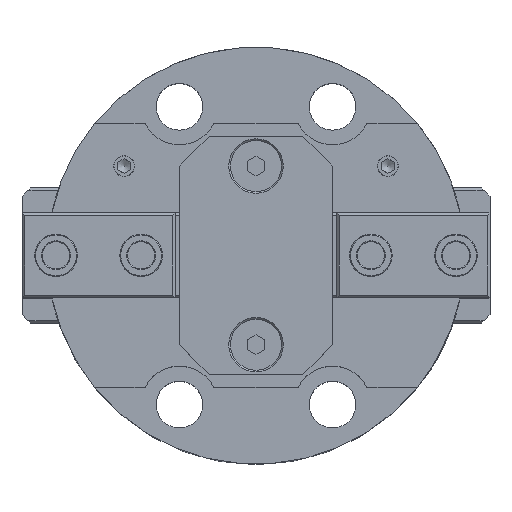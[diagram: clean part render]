
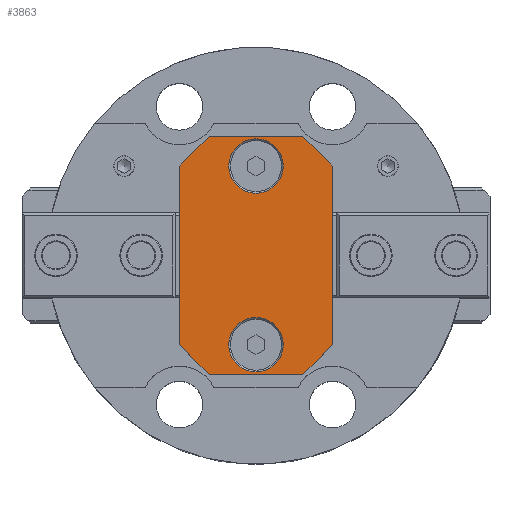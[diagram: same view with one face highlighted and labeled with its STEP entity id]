
A CAD part, top view. The second image highlights one B-rep face of the part: STEP entity #3863.
In plain terms, the highlighted planar face has unit normal (0, 0, 1).
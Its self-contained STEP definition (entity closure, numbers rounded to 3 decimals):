
#265=FACE_BOUND('',#791,.T.);
#266=FACE_BOUND('',#792,.T.);
#347=PLANE('',#4435);
#543=FACE_OUTER_BOUND('',#790,.T.);
#790=EDGE_LOOP('',(#3404,#3405,#3406,#3407,#3408,#3409,#3410,#3411));
#791=EDGE_LOOP('',(#3412,#3413));
#792=EDGE_LOOP('',(#3414,#3415));
#1030=LINE('',#6813,#1341);
#1036=LINE('',#6824,#1347);
#1043=LINE('',#6839,#1354);
#1046=LINE('',#6844,#1357);
#1047=LINE('',#6848,#1358);
#1050=LINE('',#6852,#1361);
#1051=LINE('',#6855,#1362);
#1053=LINE('',#6858,#1364);
#1341=VECTOR('',#5374,10.);
#1347=VECTOR('',#5382,10.);
#1354=VECTOR('',#5393,10.);
#1357=VECTOR('',#5398,10.);
#1358=VECTOR('',#5401,10.);
#1361=VECTOR('',#5406,10.);
#1362=VECTOR('',#5409,10.);
#1364=VECTOR('',#5413,10.);
#1628=CIRCLE('',#4413,3.2);
#1629=CIRCLE('',#4414,3.2);
#1633=CIRCLE('',#4420,3.2);
#1634=CIRCLE('',#4421,3.2);
#1926=VERTEX_POINT('',#6783);
#1927=VERTEX_POINT('',#6784);
#1931=VERTEX_POINT('',#6797);
#1932=VERTEX_POINT('',#6798);
#1936=VERTEX_POINT('',#6811);
#1937=VERTEX_POINT('',#6812);
#1941=VERTEX_POINT('',#6822);
#1947=VERTEX_POINT('',#6838);
#1948=VERTEX_POINT('',#6842);
#1949=VERTEX_POINT('',#6846);
#1950=VERTEX_POINT('',#6847);
#1951=VERTEX_POINT('',#6854);
#2417=EDGE_CURVE('',#1926,#1927,#1628,.T.);
#2418=EDGE_CURVE('',#1927,#1926,#1629,.T.);
#2424=EDGE_CURVE('',#1931,#1932,#1633,.T.);
#2425=EDGE_CURVE('',#1932,#1931,#1634,.T.);
#2431=EDGE_CURVE('',#1936,#1937,#1030,.T.);
#2437=EDGE_CURVE('',#1936,#1941,#1036,.T.);
#2444=EDGE_CURVE('',#1947,#1941,#1043,.T.);
#2447=EDGE_CURVE('',#1947,#1948,#1046,.T.);
#2448=EDGE_CURVE('',#1949,#1950,#1047,.T.);
#2451=EDGE_CURVE('',#1949,#1937,#1050,.T.);
#2452=EDGE_CURVE('',#1951,#1948,#1051,.T.);
#2454=EDGE_CURVE('',#1951,#1950,#1053,.T.);
#3404=ORIENTED_EDGE('',*,*,#2431,.F.);
#3405=ORIENTED_EDGE('',*,*,#2437,.T.);
#3406=ORIENTED_EDGE('',*,*,#2444,.F.);
#3407=ORIENTED_EDGE('',*,*,#2447,.T.);
#3408=ORIENTED_EDGE('',*,*,#2452,.F.);
#3409=ORIENTED_EDGE('',*,*,#2454,.T.);
#3410=ORIENTED_EDGE('',*,*,#2448,.F.);
#3411=ORIENTED_EDGE('',*,*,#2451,.T.);
#3412=ORIENTED_EDGE('',*,*,#2417,.T.);
#3413=ORIENTED_EDGE('',*,*,#2418,.T.);
#3414=ORIENTED_EDGE('',*,*,#2424,.T.);
#3415=ORIENTED_EDGE('',*,*,#2425,.T.);
#3863=ADVANCED_FACE('',(#543,#265,#266),#347,.T.);
#4413=AXIS2_PLACEMENT_3D('',#6785,#5342,#5343);
#4414=AXIS2_PLACEMENT_3D('',#6786,#5344,#5345);
#4420=AXIS2_PLACEMENT_3D('',#6799,#5358,#5359);
#4421=AXIS2_PLACEMENT_3D('',#6800,#5360,#5361);
#4435=AXIS2_PLACEMENT_3D('',#6859,#5414,#5415);
#5342=DIRECTION('center_axis',(0.,0.,-1.));
#5343=DIRECTION('ref_axis',(1.,0.,0.));
#5344=DIRECTION('center_axis',(0.,0.,-1.));
#5345=DIRECTION('ref_axis',(1.,0.,0.));
#5358=DIRECTION('center_axis',(0.,0.,-1.));
#5359=DIRECTION('ref_axis',(1.,0.,0.));
#5360=DIRECTION('center_axis',(0.,0.,-1.));
#5361=DIRECTION('ref_axis',(1.,0.,0.));
#5374=DIRECTION('',(-0.707,0.707,0.));
#5382=DIRECTION('',(1.,0.,0.));
#5393=DIRECTION('',(-0.707,-0.707,0.));
#5398=DIRECTION('',(0.,1.,0.));
#5401=DIRECTION('',(0.707,0.707,0.));
#5406=DIRECTION('',(0.,-1.,0.));
#5409=DIRECTION('',(0.707,-0.707,0.));
#5413=DIRECTION('',(-1.,0.,0.));
#5414=DIRECTION('center_axis',(0.,0.,1.));
#5415=DIRECTION('ref_axis',(1.,0.,0.));
#6783=CARTESIAN_POINT('',(3.2,-10.5,2.));
#6784=CARTESIAN_POINT('',(-3.2,-10.5,2.));
#6785=CARTESIAN_POINT('Origin',(0.,-10.5,2.));
#6786=CARTESIAN_POINT('Origin',(0.,-10.5,2.));
#6797=CARTESIAN_POINT('',(3.2,10.5,2.));
#6798=CARTESIAN_POINT('',(-3.2,10.5,2.));
#6799=CARTESIAN_POINT('Origin',(0.,10.5,2.));
#6800=CARTESIAN_POINT('Origin',(0.,10.5,2.));
#6811=CARTESIAN_POINT('',(-5.5,-14.,2.));
#6812=CARTESIAN_POINT('',(-9.,-10.5,2.));
#6813=CARTESIAN_POINT('',(-8.5,-11.,2.));
#6822=CARTESIAN_POINT('',(5.5,-14.,2.));
#6824=CARTESIAN_POINT('',(9.,-14.,2.));
#6838=CARTESIAN_POINT('',(9.,-10.5,2.));
#6839=CARTESIAN_POINT('',(8.5,-11.,2.));
#6842=CARTESIAN_POINT('',(9.,10.5,2.));
#6844=CARTESIAN_POINT('',(9.,14.,2.));
#6846=CARTESIAN_POINT('',(-9.,10.5,2.));
#6847=CARTESIAN_POINT('',(-5.5,14.,2.));
#6848=CARTESIAN_POINT('',(-8.5,11.,2.));
#6852=CARTESIAN_POINT('',(-9.,-14.,2.));
#6854=CARTESIAN_POINT('',(5.5,14.,2.));
#6855=CARTESIAN_POINT('',(8.5,11.,2.));
#6858=CARTESIAN_POINT('',(-9.,14.,2.));
#6859=CARTESIAN_POINT('Origin',(0.,0.,2.));
